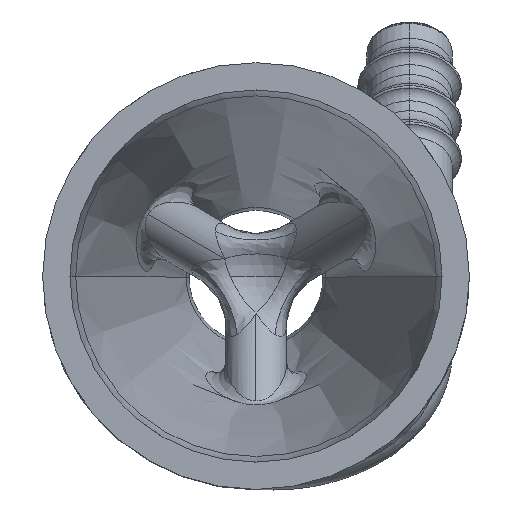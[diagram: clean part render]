
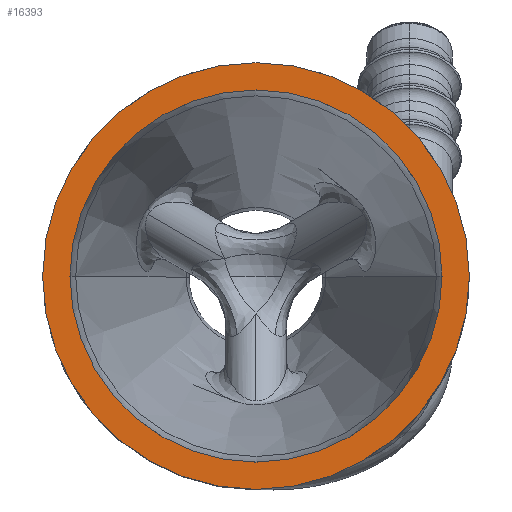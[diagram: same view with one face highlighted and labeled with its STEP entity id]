
A CAD part, top view. The second image highlights one B-rep face of the part: STEP entity #16393.
In plain terms, the highlighted planar face has unit normal (0, 0, 1).
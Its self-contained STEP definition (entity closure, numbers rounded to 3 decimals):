
#55 = AXIS2_PLACEMENT_3D ( 'NONE', #7228, #17607, #6907 ) ;
#885 = VERTEX_POINT ( 'NONE', #15801 ) ;
#1574 = DIRECTION ( 'NONE',  ( 0., 0., 1. ) ) ;
#2346 = CIRCLE ( 'NONE', #55, 10.9 ) ;
#3609 = EDGE_CURVE ( 'NONE', #9740, #885, #2346, .T. ) ;
#4162 = ORIENTED_EDGE ( 'NONE', *, *, #32686, .T. ) ;
#4632 = CARTESIAN_POINT ( 'NONE',  ( 0., 0., 0. ) ) ;
#5129 = ORIENTED_EDGE ( 'NONE', *, *, #7831, .T. ) ;
#6264 = ORIENTED_EDGE ( 'NONE', *, *, #3609, .F. ) ;
#6907 = DIRECTION ( 'NONE',  ( 1., 0., 0. ) ) ;
#7228 = CARTESIAN_POINT ( 'NONE',  ( 0., 0., 0. ) ) ;
#7831 = EDGE_CURVE ( 'NONE', #13434, #18761, #33765, .T. ) ;
#9619 = FACE_OUTER_BOUND ( 'NONE', #21770, .T. ) ;
#9671 = AXIS2_PLACEMENT_3D ( 'NONE', #25883, #9896, #9787 ) ;
#9701 = ORIENTED_EDGE ( 'NONE', *, *, #28298, .F. ) ;
#9740 = VERTEX_POINT ( 'NONE', #34680 ) ;
#9787 = DIRECTION ( 'NONE',  ( 1., 0., 0. ) ) ;
#9896 = DIRECTION ( 'NONE',  ( 0., 0., 1. ) ) ;
#12913 = DIRECTION ( 'NONE',  ( 0., 0., 1. ) ) ;
#13434 = VERTEX_POINT ( 'NONE', #17647 ) ;
#13879 = PLANE ( 'NONE',  #20122 ) ;
#15619 = DIRECTION ( 'NONE',  ( 1., 0., 0. ) ) ;
#15801 = CARTESIAN_POINT ( 'NONE',  ( -10.9, 0., 0. ) ) ;
#15896 = FACE_BOUND ( 'NONE', #17419, .T. ) ;
#16393 = ADVANCED_FACE ( 'NONE', ( #9619, #15896 ), #13879, .T. ) ;
#17419 = EDGE_LOOP ( 'NONE', ( #6264, #9701 ) ) ;
#17572 = DIRECTION ( 'NONE',  ( 1., 0., 0. ) ) ;
#17607 = DIRECTION ( 'NONE',  ( 0., 0., 1. ) ) ;
#17647 = CARTESIAN_POINT ( 'NONE',  ( -12.5, 0., 0. ) ) ;
#18159 = AXIS2_PLACEMENT_3D ( 'NONE', #31049, #1574, #17572 ) ;
#18761 = VERTEX_POINT ( 'NONE', #21315 ) ;
#18987 = AXIS2_PLACEMENT_3D ( 'NONE', #4632, #12913, #15619 ) ;
#19550 = DIRECTION ( 'NONE',  ( 0., 0., 1. ) ) ;
#20122 = AXIS2_PLACEMENT_3D ( 'NONE', #27528, #19550, #32673 ) ;
#20245 = CIRCLE ( 'NONE', #18987, 12.5 ) ;
#20809 = CIRCLE ( 'NONE', #9671, 10.9 ) ;
#21315 = CARTESIAN_POINT ( 'NONE',  ( 12.5, 0., 0. ) ) ;
#21770 = EDGE_LOOP ( 'NONE', ( #4162, #5129 ) ) ;
#25883 = CARTESIAN_POINT ( 'NONE',  ( 0., 0., 0. ) ) ;
#27528 = CARTESIAN_POINT ( 'NONE',  ( 0., 0., 0. ) ) ;
#28298 = EDGE_CURVE ( 'NONE', #885, #9740, #20809, .T. ) ;
#31049 = CARTESIAN_POINT ( 'NONE',  ( 0., 0., 0. ) ) ;
#32673 = DIRECTION ( 'NONE',  ( 1., 0., 0. ) ) ;
#32686 = EDGE_CURVE ( 'NONE', #18761, #13434, #20245, .T. ) ;
#33765 = CIRCLE ( 'NONE', #18159, 12.5 ) ;
#34680 = CARTESIAN_POINT ( 'NONE',  ( 10.9, 0., 0. ) ) ;
